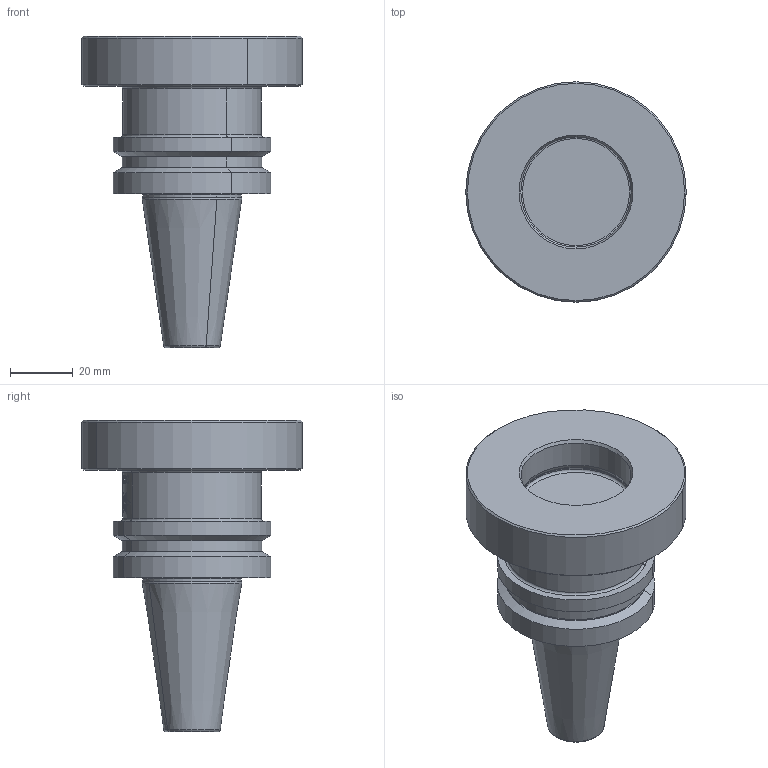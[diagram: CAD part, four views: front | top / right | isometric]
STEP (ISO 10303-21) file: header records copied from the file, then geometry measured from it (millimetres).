
FILE_DESCRIPTION((''),'2;1');
FILE_NAME('606355606-000-00-ED1_DEX','2014-10-14T',('brunnert'),(''),'PRO/ENGINEER BY PARAMETRIC TECHNOLOGY CORPORATION, 2011220','PRO/ENGINEER BY PARAMETRIC TECHNOLOGY CORPORATION, 2011220','');
FILE_SCHEMA(('AUTOMOTIVE_DESIGN_CC2 { 1 2 10303 214 -1 1 5 2 }'));
Length unit declared in the file: millimetre
Products named in the file (1): 606355606-000-00-ED1_DEX
Bounding box: 70 x 70 x 98.8 mm (x, y, z)
Volume: 131496.1 mm3; surface area: 21963.2 mm2
Topology: 1 solids, 1 shells, 526 faces, 1526 edges, 1040 vertices
Faces by surface type: plane 442, cylinder 39, torus 20, cone 18, extrusion 7
Entity records: 22598 total; most frequent: CARTESIAN_POINT 5060, ORIENTED_EDGE 2888, DIRECTION 2053, PRESENTATION_STYLE_ASSIGNMENT 1574, STYLED_ITEM 1560, CURVE_STYLE 1544, EDGE_CURVE 1444, VERTEX_POINT 950
